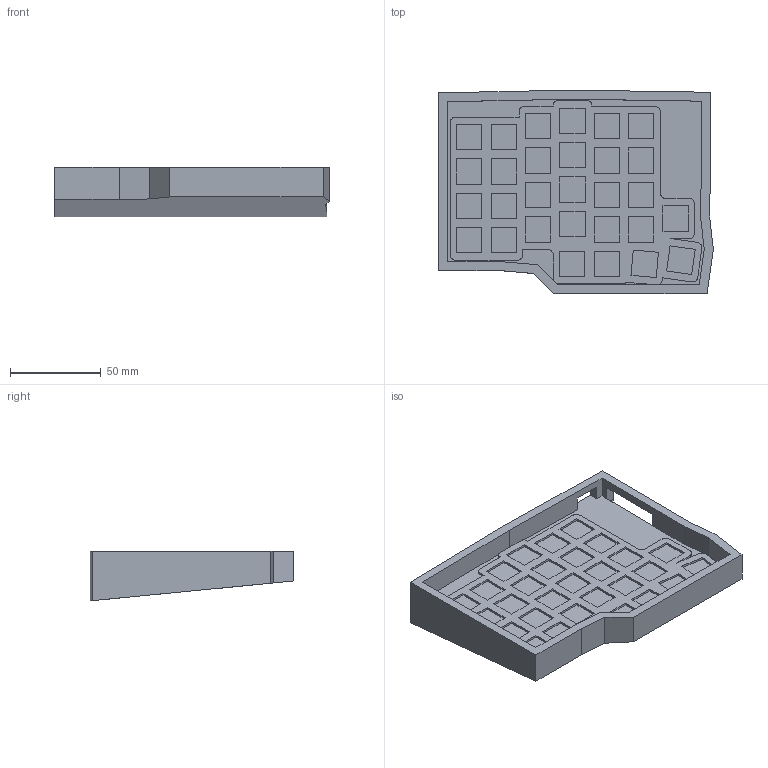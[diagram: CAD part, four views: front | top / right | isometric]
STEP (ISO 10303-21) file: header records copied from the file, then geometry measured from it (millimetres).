
FILE_DESCRIPTION(/* description */ (''),/* implementation_level */ '2;1');
FILE_NAME(/* name */ 'board v6.step',/* time_stamp */ '2025-11-08T18:17:21+08:00',/* author */ (''),/* organization */ (''),/* preprocessor_version */ 'ST-DEVELOPER v20.1',/* originating_system */ 'Autodesk Translation Framework v14.17.0.0',/* authorisation */ '');
FILE_SCHEMA (('AUTOMOTIVE_DESIGN { 1 0 10303 214 3 1 1 }'));
Length unit declared in the file: millimetre
Products named in the file (3): board; CaseMain; Plate
Assembly tree (2 placements, depth 2):
  board
    CaseMain
    Plate
Bounding box: 151.75 x 112.53 x 27.5 mm (x, y, z)
Volume: 180286.4 mm3; surface area: 68978.3 mm2
Topology: 2 solids, 2 shells, 192 faces, 563 edges, 374 vertices
Faces by surface type: plane 176, cylinder 16
Entity records: 6476 total; most frequent: CARTESIAN_POINT 1134, ORIENTED_EDGE 1126, DIRECTION 989, EDGE_CURVE 563, LINE 531, VECTOR 531, VERTEX_POINT 374, EDGE_LOOP 253
